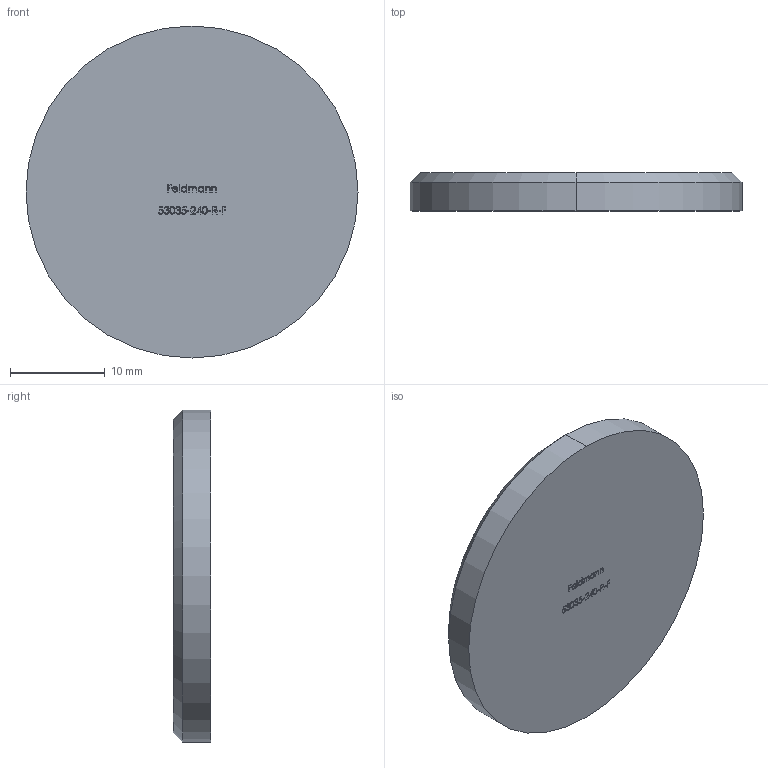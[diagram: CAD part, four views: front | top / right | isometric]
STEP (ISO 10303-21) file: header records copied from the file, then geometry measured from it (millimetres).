
FILE_DESCRIPTION (( 'STEP AP203' ), '1' );
FILE_NAME ('53035-240-R-F.STEP', '2020-10-22T06:04:50', ( '' ), ( '' ), 'SwSTEP 2.0', 'SolidWorks 2018', '' );
FILE_SCHEMA (( 'CONFIG_CONTROL_DESIGN' ));
Length unit declared in the file: millimetre
Products named in the file (2): 53035-240-R-F
Bounding box: 35 x 4 x 35 mm (x, y, z)
Volume: 3794.3 mm3; surface area: 2305.1 mm2
Topology: 1 solids, 1 shells, 279 faces, 745 edges, 496 vertices
Faces by surface type: plane 154, bspline 121, cone 2, cylinder 2
Entity records: 15386 total; most frequent: CARTESIAN_POINT 9091, ORIENTED_EDGE 1490, DIRECTION 829, EDGE_CURVE 745, VECTOR 497, LINE 497, VERTEX_POINT 496, EDGE_LOOP 307
